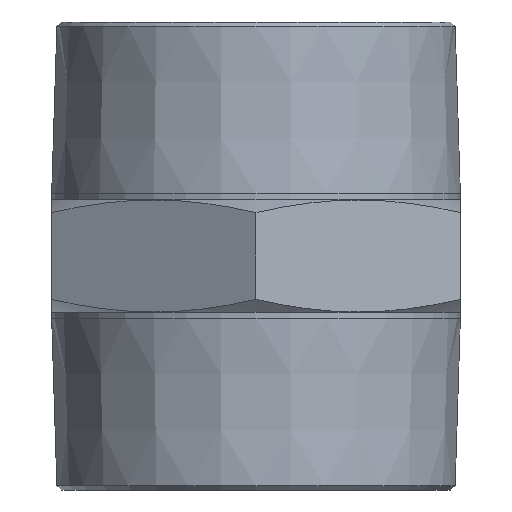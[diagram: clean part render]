
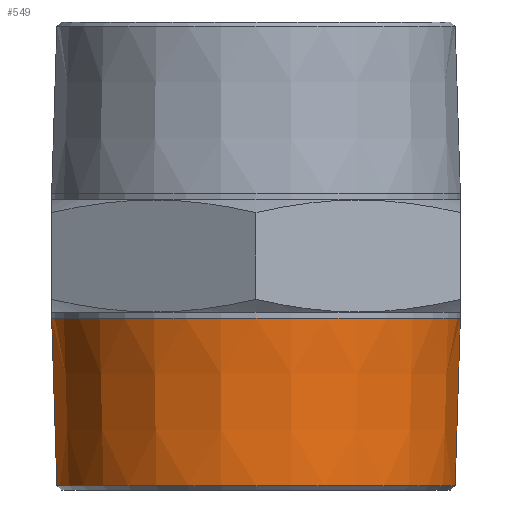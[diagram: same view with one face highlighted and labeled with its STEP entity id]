
A CAD part, front view. The second image highlights one B-rep face of the part: STEP entity #549.
In plain terms, the highlighted conical face has half-angle 1.78 degrees and reference radius 31 mm.
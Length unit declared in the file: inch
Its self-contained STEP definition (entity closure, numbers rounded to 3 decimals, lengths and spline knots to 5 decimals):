
#51 = AXIS2_PLACEMENT_3D ( 'NONE', #1032, #774, #798 ) ;
#54 = CARTESIAN_POINT ( 'NONE',  ( 0., 0., -1.37184 ) ) ;
#63 = DIRECTION ( 'NONE',  ( 0., 0., 1. ) ) ;
#72 = VECTOR ( 'NONE', #970, 39.37008 ) ;
#85 = AXIS2_PLACEMENT_3D ( 'NONE', #376, #1026, #209 ) ;
#133 = CARTESIAN_POINT ( 'NONE',  ( 1.18942, 0., -1.37184 ) ) ;
#150 = CONICAL_SURFACE ( 'NONE', #51, 1.22047, 0.031 ) ;
#175 = EDGE_CURVE ( 'NONE', #724, #650, #381, .T. ) ;
#190 = CARTESIAN_POINT ( 'NONE',  ( -1.22047, 0., -0.37264 ) ) ;
#209 = DIRECTION ( 'NONE',  ( 1., 0., 0. ) ) ;
#218 = LINE ( 'NONE', #634, #72 ) ;
#256 = AXIS2_PLACEMENT_3D ( 'NONE', #54, #63, #302 ) ;
#266 = EDGE_CURVE ( 'NONE', #348, #650, #554, .T. ) ;
#289 = EDGE_CURVE ( 'NONE', #693, #348, #736, .T. ) ;
#297 = ORIENTED_EDGE ( 'NONE', *, *, #175, .F. ) ;
#302 = DIRECTION ( 'NONE',  ( 1., 0., 0. ) ) ;
#310 = ORIENTED_EDGE ( 'NONE', *, *, #266, .T. ) ;
#326 = EDGE_LOOP ( 'NONE', ( #1057, #806, #310, #297 ) ) ;
#331 = EDGE_CURVE ( 'NONE', #693, #724, #218, .T. ) ;
#348 = VERTEX_POINT ( 'NONE', #133 ) ;
#376 = CARTESIAN_POINT ( 'NONE',  ( 0., 0., -0.37264 ) ) ;
#381 = CIRCLE ( 'NONE', #85, 1.22047 ) ;
#508 = CARTESIAN_POINT ( 'NONE',  ( 1.22047, 0., -0.37264 ) ) ;
#549 = ADVANCED_FACE ( 'NONE', ( #1028 ), #150, .T. ) ;
#554 = LINE ( 'NONE', #723, #1062 ) ;
#634 = CARTESIAN_POINT ( 'NONE',  ( -1.22047, 0., -0.37264 ) ) ;
#650 = VERTEX_POINT ( 'NONE', #508 ) ;
#693 = VERTEX_POINT ( 'NONE', #775 ) ;
#723 = CARTESIAN_POINT ( 'NONE',  ( 1.22047, 0., -0.37264 ) ) ;
#724 = VERTEX_POINT ( 'NONE', #190 ) ;
#736 = CIRCLE ( 'NONE', #256, 1.18942 ) ;
#774 = DIRECTION ( 'NONE',  ( 0., 0., 1. ) ) ;
#775 = CARTESIAN_POINT ( 'NONE',  ( -1.18942, 0., -1.37184 ) ) ;
#798 = DIRECTION ( 'NONE',  ( 1., 0., 0. ) ) ;
#806 = ORIENTED_EDGE ( 'NONE', *, *, #289, .T. ) ;
#970 = DIRECTION ( 'NONE',  ( -0.031, 0., 1. ) ) ;
#1026 = DIRECTION ( 'NONE',  ( 0., 0., 1. ) ) ;
#1028 = FACE_OUTER_BOUND ( 'NONE', #326, .T. ) ;
#1032 = CARTESIAN_POINT ( 'NONE',  ( 0., 0., -0.37264 ) ) ;
#1046 = DIRECTION ( 'NONE',  ( 0.031, 0., 1. ) ) ;
#1057 = ORIENTED_EDGE ( 'NONE', *, *, #331, .F. ) ;
#1062 = VECTOR ( 'NONE', #1046, 39.37008 ) ;
